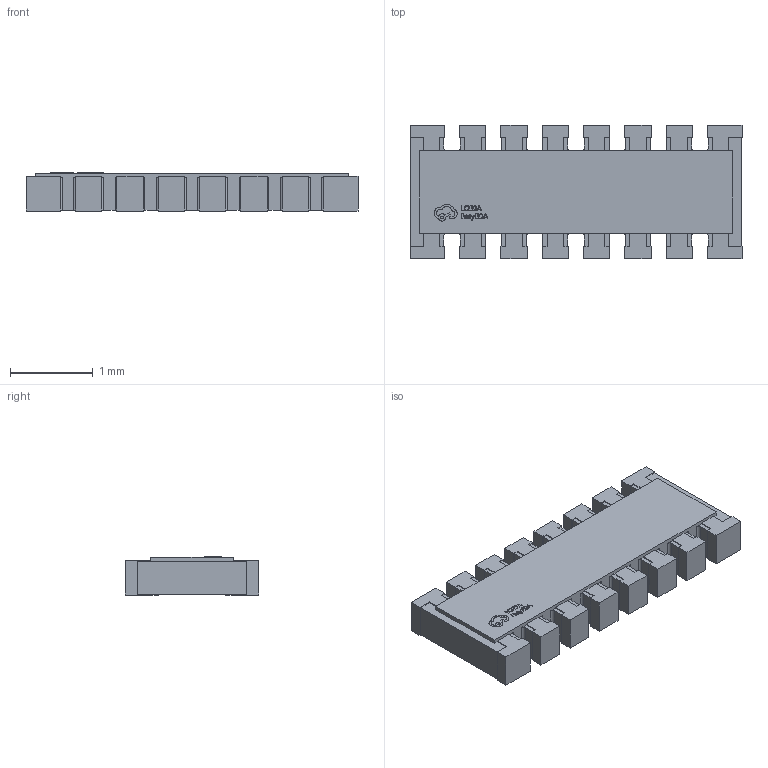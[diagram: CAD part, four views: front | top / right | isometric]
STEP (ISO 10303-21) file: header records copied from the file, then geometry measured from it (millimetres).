
FILE_DESCRIPTION (( 'STEP AP214' ), '1' );
FILE_NAME ('RES-ARRAY-SMD_1606-16P-L4.0-W1.6-BL.step', '2022-07-28T08:50:56', ( '' ), ( '' ), 'SwSTEP 2.0', 'SolidWorks 2020', '' );
FILE_SCHEMA (( 'AUTOMOTIVE_DESIGN' ));
Length unit declared in the file: millimetre
Products named in the file (1): RES-ARRAY-SMD_1606-16P-L4.0-W1.6-BL
Bounding box: 4.02 x 1.62 x 0.46 mm (x, y, z)
Volume: 2.5 mm3; surface area: 20.3 mm2
Topology: 1 solids, 1 shells, 542 faces, 1535 edges, 1014 vertices
Faces by surface type: plane 384, bspline 98, cylinder 60
Entity records: 23883 total; most frequent: CARTESIAN_POINT 4398, ORIENTED_EDGE 3070, DIRECTION 2345, EDGE_CURVE 1535, VECTOR 1215, LINE 1215, VERTEX_POINT 1014, AXIS2_PLACEMENT_3D 565
